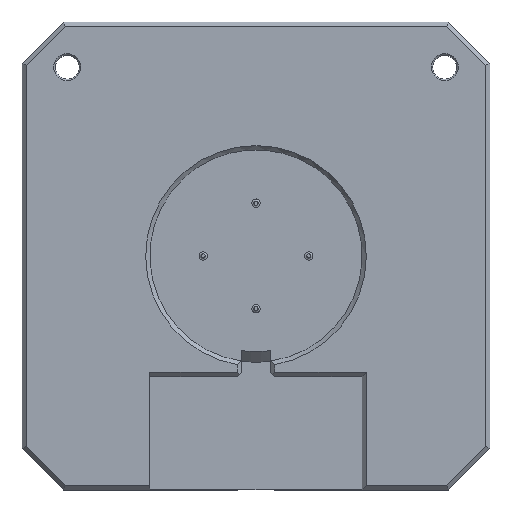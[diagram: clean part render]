
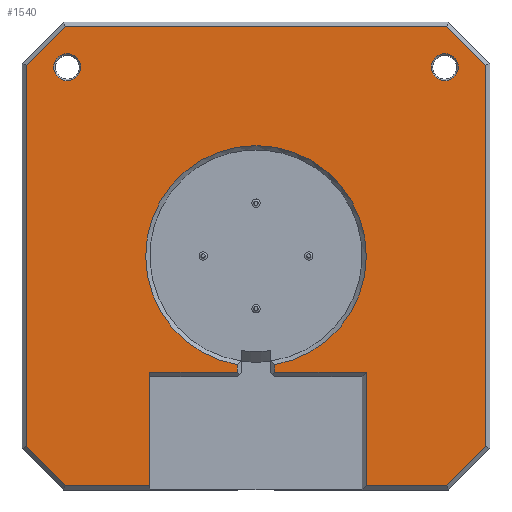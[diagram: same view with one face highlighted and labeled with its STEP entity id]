
A CAD part, top view. The second image highlights one B-rep face of the part: STEP entity #1540.
In plain terms, the highlighted planar face has unit normal (0, 0, 1).
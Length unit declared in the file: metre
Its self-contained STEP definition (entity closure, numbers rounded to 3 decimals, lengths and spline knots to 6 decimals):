
#32=CIRCLE('',#1648,0.0065);
#33=CIRCLE('',#1649,0.0065);
#34=CIRCLE('',#1650,0.05305);
#76=ORIENTED_EDGE('',*,*,#512,.T.);
#77=ORIENTED_EDGE('',*,*,#513,.T.);
#78=ORIENTED_EDGE('',*,*,#514,.T.);
#79=ORIENTED_EDGE('',*,*,#515,.T.);
#80=ORIENTED_EDGE('',*,*,#516,.T.);
#81=ORIENTED_EDGE('',*,*,#517,.T.);
#82=ORIENTED_EDGE('',*,*,#518,.T.);
#83=ORIENTED_EDGE('',*,*,#519,.T.);
#84=ORIENTED_EDGE('',*,*,#520,.T.);
#85=ORIENTED_EDGE('',*,*,#521,.T.);
#86=ORIENTED_EDGE('',*,*,#522,.T.);
#87=ORIENTED_EDGE('',*,*,#523,.T.);
#88=ORIENTED_EDGE('',*,*,#524,.F.);
#89=ORIENTED_EDGE('',*,*,#525,.T.);
#90=ORIENTED_EDGE('',*,*,#526,.T.);
#91=ORIENTED_EDGE('',*,*,#527,.T.);
#92=ORIENTED_EDGE('',*,*,#528,.T.);
#93=ORIENTED_EDGE('',*,*,#529,.T.);
#512=EDGE_CURVE('',#730,#730,#32,.F.);
#513=EDGE_CURVE('',#731,#731,#33,.F.);
#514=EDGE_CURVE('',#732,#733,#872,.T.);
#515=EDGE_CURVE('',#733,#734,#873,.T.);
#516=EDGE_CURVE('',#734,#735,#874,.T.);
#517=EDGE_CURVE('',#735,#736,#875,.T.);
#518=EDGE_CURVE('',#736,#737,#876,.T.);
#519=EDGE_CURVE('',#737,#738,#877,.T.);
#520=EDGE_CURVE('',#738,#739,#878,.T.);
#521=EDGE_CURVE('',#739,#740,#879,.T.);
#522=EDGE_CURVE('',#740,#741,#880,.T.);
#523=EDGE_CURVE('',#741,#742,#881,.T.);
#524=EDGE_CURVE('',#743,#742,#882,.T.);
#525=EDGE_CURVE('',#743,#744,#883,.T.);
#526=EDGE_CURVE('',#744,#745,#884,.T.);
#527=EDGE_CURVE('',#745,#746,#34,.F.);
#528=EDGE_CURVE('',#746,#747,#885,.T.);
#529=EDGE_CURVE('',#747,#732,#886,.T.);
#730=VERTEX_POINT('',#2236);
#731=VERTEX_POINT('',#2238);
#732=VERTEX_POINT('',#2240);
#733=VERTEX_POINT('',#2241);
#734=VERTEX_POINT('',#2243);
#735=VERTEX_POINT('',#2245);
#736=VERTEX_POINT('',#2247);
#737=VERTEX_POINT('',#2249);
#738=VERTEX_POINT('',#2251);
#739=VERTEX_POINT('',#2253);
#740=VERTEX_POINT('',#2255);
#741=VERTEX_POINT('',#2257);
#742=VERTEX_POINT('',#2259);
#743=VERTEX_POINT('',#2261);
#744=VERTEX_POINT('',#2263);
#745=VERTEX_POINT('',#2265);
#746=VERTEX_POINT('',#2267);
#747=VERTEX_POINT('',#2269);
#872=LINE('',#2239,#1062);
#873=LINE('',#2242,#1063);
#874=LINE('',#2244,#1064);
#875=LINE('',#2246,#1065);
#876=LINE('',#2248,#1066);
#877=LINE('',#2250,#1067);
#878=LINE('',#2252,#1068);
#879=LINE('',#2254,#1069);
#880=LINE('',#2256,#1070);
#881=LINE('',#2258,#1071);
#882=LINE('',#2260,#1072);
#883=LINE('',#2262,#1073);
#884=LINE('',#2264,#1074);
#885=LINE('',#2268,#1075);
#886=LINE('',#2270,#1076);
#1062=VECTOR('',#1795,1.);
#1063=VECTOR('',#1796,1.);
#1064=VECTOR('',#1797,1.);
#1065=VECTOR('',#1798,1.);
#1066=VECTOR('',#1799,1.);
#1067=VECTOR('',#1800,1.);
#1068=VECTOR('',#1801,1.);
#1069=VECTOR('',#1802,1.);
#1070=VECTOR('',#1803,1.);
#1071=VECTOR('',#1804,1.);
#1072=VECTOR('',#1805,1.);
#1073=VECTOR('',#1806,1.);
#1074=VECTOR('',#1807,1.);
#1075=VECTOR('',#1810,1.);
#1076=VECTOR('',#1811,1.);
#1234=EDGE_LOOP('',(#76));
#1235=EDGE_LOOP('',(#77));
#1236=EDGE_LOOP('',(#78,#79,#80,#81,#82,#83,#84,#85,#86,#87,#88,#89,#90,
#91,#92,#93));
#1348=FACE_BOUND('',#1234,.T.);
#1349=FACE_BOUND('',#1235,.T.);
#1350=FACE_BOUND('',#1236,.T.);
#1462=PLANE('',#1647);
#1540=ADVANCED_FACE('',(#1348,#1349,#1350),#1462,.T.);
#1647=AXIS2_PLACEMENT_3D('',#2234,#1789,#1790);
#1648=AXIS2_PLACEMENT_3D('',#2235,#1791,#1792);
#1649=AXIS2_PLACEMENT_3D('',#2237,#1793,#1794);
#1650=AXIS2_PLACEMENT_3D('',#2266,#1808,#1809);
#1789=DIRECTION('',(0.,0.,1.));
#1790=DIRECTION('',(1.,0.,0.));
#1791=DIRECTION('',(0.,0.,1.));
#1792=DIRECTION('',(1.,0.,0.));
#1793=DIRECTION('',(0.,0.,1.));
#1794=DIRECTION('',(1.,0.,0.));
#1795=DIRECTION('',(0.,-1.,0.));
#1796=DIRECTION('',(1.,0.,0.));
#1797=DIRECTION('',(0.707,0.707,0.));
#1798=DIRECTION('',(0.,1.,0.));
#1799=DIRECTION('',(-0.707,0.707,0.));
#1800=DIRECTION('',(-1.,0.,0.));
#1801=DIRECTION('',(-0.707,-0.707,0.));
#1802=DIRECTION('',(0.,-1.,0.));
#1803=DIRECTION('',(0.707,-0.707,0.));
#1804=DIRECTION('',(1.,0.,0.));
#1805=DIRECTION('',(0.,-1.,0.));
#1806=DIRECTION('',(1.,0.,0.));
#1807=DIRECTION('',(0.,1.,0.));
#1808=DIRECTION('',(0.,0.,1.));
#1809=DIRECTION('',(1.,0.,0.));
#1810=DIRECTION('',(0.,-1.,0.));
#1811=DIRECTION('',(1.,0.,0.));
#2234=CARTESIAN_POINT('',(0.,0.,0.0386));
#2235=CARTESIAN_POINT('',(0.09075,0.09075,0.0386));
#2236=CARTESIAN_POINT('',(0.09725,0.09075,0.0386));
#2237=CARTESIAN_POINT('',(-0.09075,0.09075,0.0386));
#2238=CARTESIAN_POINT('',(-0.08425,0.09075,0.0386));
#2239=CARTESIAN_POINT('',(0.05305,0.,0.0386));
#2240=CARTESIAN_POINT('',(0.05305,-0.056,0.0386));
#2241=CARTESIAN_POINT('',(0.05305,-0.1105,0.0386));
#2242=CARTESIAN_POINT('',(0.,-0.1105,0.0386));
#2243=CARTESIAN_POINT('',(0.091672,-0.1105,0.0386));
#2244=CARTESIAN_POINT('',(0.101086,-0.101086,0.0386));
#2245=CARTESIAN_POINT('',(0.1105,-0.091672,0.0386));
#2246=CARTESIAN_POINT('',(0.1105,0.,0.0386));
#2247=CARTESIAN_POINT('',(0.1105,0.091672,0.0386));
#2248=CARTESIAN_POINT('',(0.101086,0.101086,0.0386));
#2249=CARTESIAN_POINT('',(0.091672,0.1105,0.0386));
#2250=CARTESIAN_POINT('',(-0.0925,0.1105,0.0386));
#2251=CARTESIAN_POINT('',(-0.091672,0.1105,0.0386));
#2252=CARTESIAN_POINT('',(-0.101086,0.101086,0.0386));
#2253=CARTESIAN_POINT('',(-0.1105,0.091672,0.0386));
#2254=CARTESIAN_POINT('',(-0.1105,-0.0925,0.0386));
#2255=CARTESIAN_POINT('',(-0.1105,-0.091672,0.0386));
#2256=CARTESIAN_POINT('',(-0.101086,-0.101086,0.0386));
#2257=CARTESIAN_POINT('',(-0.091672,-0.1105,0.0386));
#2258=CARTESIAN_POINT('',(0.,-0.1105,0.0386));
#2259=CARTESIAN_POINT('',(-0.05105,-0.1105,0.0386));
#2260=CARTESIAN_POINT('',(-0.05105,-0.08525,0.0386));
#2261=CARTESIAN_POINT('',(-0.05105,-0.056,0.0386));
#2262=CARTESIAN_POINT('',(0.,-0.056,0.0386));
#2263=CARTESIAN_POINT('',(-0.009,-0.056,0.0386));
#2264=CARTESIAN_POINT('',(-0.009,0.,0.0386));
#2265=CARTESIAN_POINT('',(-0.009,-0.052281,0.0386));
#2266=CARTESIAN_POINT('',(0.,0.,0.0386));
#2267=CARTESIAN_POINT('',(0.009,-0.052281,0.0386));
#2268=CARTESIAN_POINT('',(0.009,-0.056,0.0386));
#2269=CARTESIAN_POINT('',(0.009,-0.056,0.0386));
#2270=CARTESIAN_POINT('',(0.05105,-0.056,0.0386));
